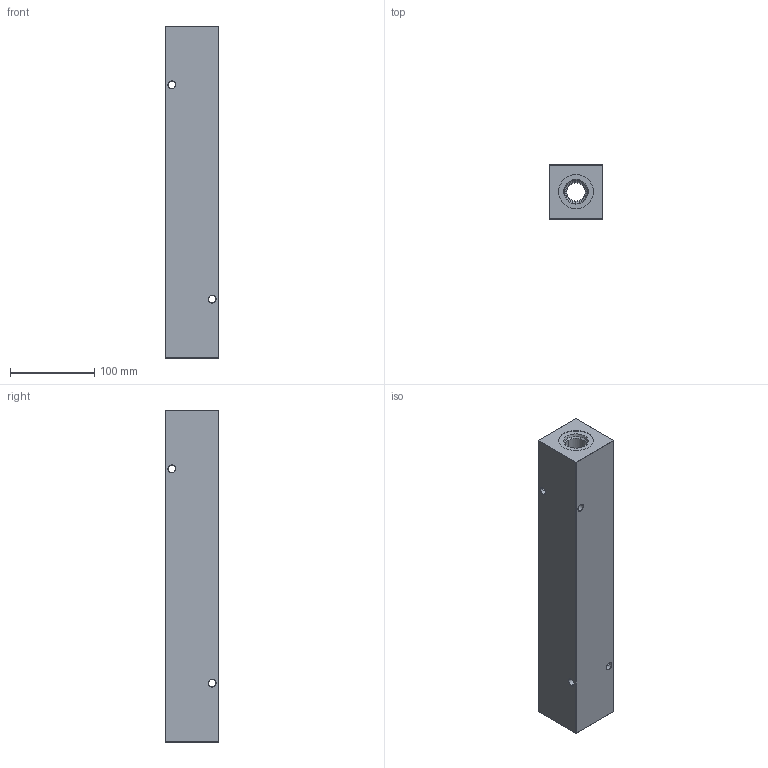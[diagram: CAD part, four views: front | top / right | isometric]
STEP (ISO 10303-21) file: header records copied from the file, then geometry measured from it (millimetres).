
FILE_DESCRIPTION (( 'STEP AP203' ), '1' );
FILE_NAME ('HM-6-0-S-12-8.STEP', '2020-10-23T19:55:16', ( '' ), ( '' ), 'SwSTEP 2.0', 'SolidWorks 2019', '' );
FILE_SCHEMA (( 'CONFIG_CONTROL_DESIGN' ));
Length unit declared in the file: inch
Products named in the file (1): HM-6-0-S-12-8
Bounding box: 63.5 x 63.5 x 393.7 mm (x, y, z)
Volume: 1379861.2 mm3; surface area: 145150.4 mm2
Topology: 1 solids, 1 shells, 561 faces, 1430 edges, 914 vertices
Faces by surface type: plane 235, bspline 200, cone 64, cylinder 62
Entity records: 26969 total; most frequent: CARTESIAN_POINT 14642, ORIENTED_EDGE 2860, DIRECTION 1880, EDGE_CURVE 1430, VERTEX_POINT 914, LINE 848, VECTOR 848, EDGE_LOOP 630
